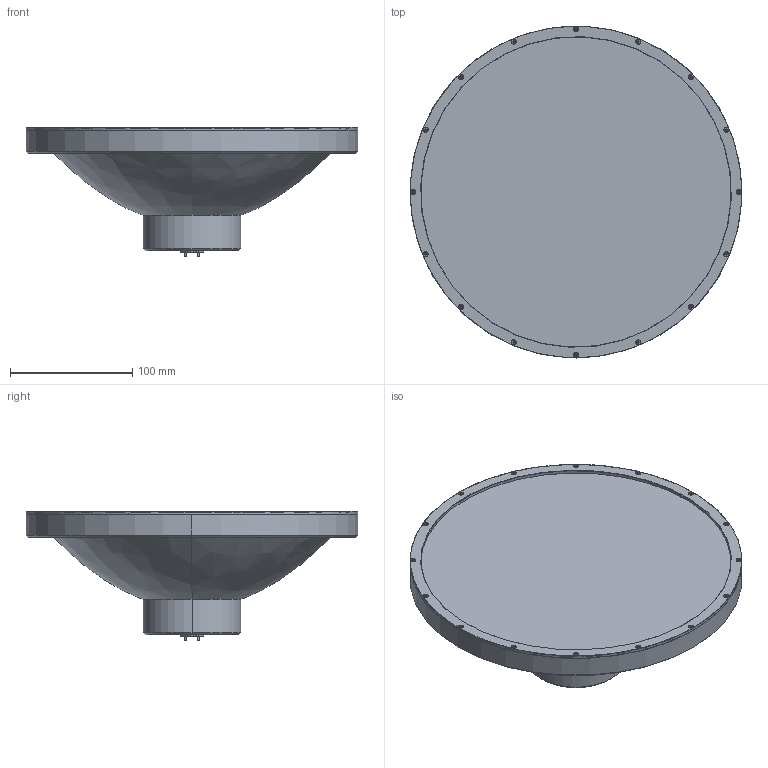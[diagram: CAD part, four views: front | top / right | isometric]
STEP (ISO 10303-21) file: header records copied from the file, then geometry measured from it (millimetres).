
FILE_DESCRIPTION (( 'STEP AP203' ), '1' );
FILE_NAME ('SAY-7138634212-110-S1.STEP', '2021-11-19T22:34:06', ( '' ), ( '' ), 'SwSTEP 2.0', 'SolidWorks 2021', '' );
FILE_SCHEMA (( 'CONFIG_CONTROL_DESIGN' ));
Length unit declared in the file: inch
Products named in the file (1): SAY-7138634212-110-S1
Bounding box: 271.78 x 271.78 x 105.77 mm (x, y, z)
Volume: 2406881.1 mm3; surface area: 173294.1 mm2
Topology: 4 solids, 4 shells, 785 faces, 1990 edges, 1252 vertices
Faces by surface type: plane 347, cone 282, cylinder 154, bspline 2
Entity records: 24349 total; most frequent: CARTESIAN_POINT 5692, ORIENTED_EDGE 3916, DIRECTION 3808, EDGE_CURVE 1958, AXIS2_PLACEMENT_3D 1480, VERTEX_POINT 1252, EDGE_LOOP 890, VECTOR 848
